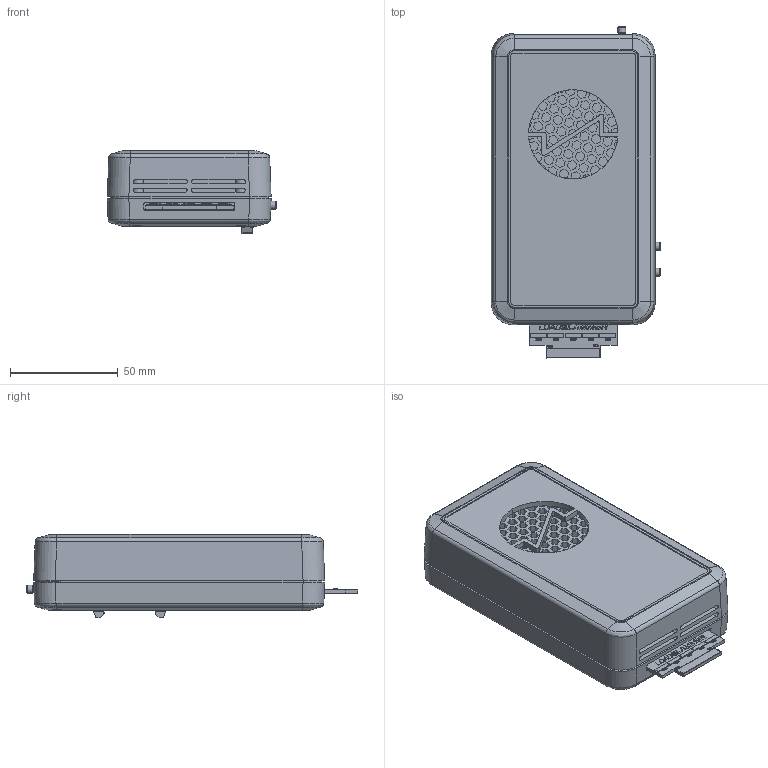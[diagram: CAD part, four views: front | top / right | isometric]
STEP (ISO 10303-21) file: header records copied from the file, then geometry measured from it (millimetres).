
FILE_DESCRIPTION(/* description */ (''),/* implementation_level */ '2;1');
FILE_NAME(/* name */ 'LSP1000RS_Simplify.stp',/* time_stamp */ '2022-03-10T09:05:51-08:00',/* author */ ('Poach'),/* organization */ (''),/* preprocessor_version */ 'ST-DEVELOPER v18.1',/* originating_system */ 'Autodesk Inventor 2022',/* authorisation */ '');
FILE_SCHEMA (('AUTOMOTIVE_DESIGN { 1 0 10303 214 3 1 1 }'));
Products named in the file (1): LSP1000RS_Simplify
Bounding box: 78.59 x 154.09 x 38.63 mm (x, y, z)
Volume: 267259.1 mm3; surface area: 91567.5 mm2
Topology: 43 solids, 118 shells, 3841 faces, 10775 edges, 7177 vertices
Faces by surface type: plane 2812, cylinder 793, bspline 162, cone 45, torus 28, sphere 1
Full cylindrical faces by diameter (mm): 0.51 x6, 0.8 x2, 1.9 x6, 2 x7, 2.5 x3, 2.9 x10, 2.92 x3, 3 x2, 3.32 x3, 3.68 x6, 3.8 x1, 4.8 x6, 5 x8, 5.4 x4, 6 x2, 6.3 x1, 7 x1, 7.493 x1, 48 x1
Entity records: 133365 total; most frequent: CARTESIAN_POINT 29579, ORIENTED_EDGE 21131, DIRECTION 19594, EDGE_CURVE 10776, LINE 8432, VECTOR 8432, VERTEX_POINT 7178, AXIS2_PLACEMENT_3D 5581
